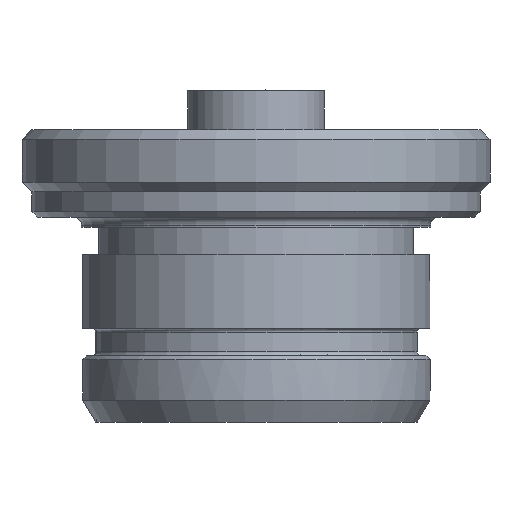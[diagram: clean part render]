
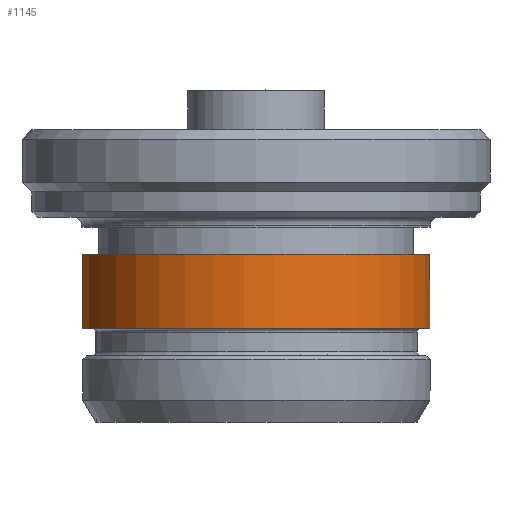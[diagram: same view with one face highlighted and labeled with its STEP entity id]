
A CAD part, left-side view. The second image highlights one B-rep face of the part: STEP entity #1145.
In plain terms, the highlighted cylindrical face has radius 8.95 mm (diameter 17.9 mm), a partial arc.
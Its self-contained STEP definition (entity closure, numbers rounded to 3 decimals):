
#128=CARTESIAN_POINT('',(0.,0.,-10.2));
#129=DIRECTION('',(0.,0.,-1.));
#130=DIRECTION('',(0.117,0.993,0.));
#131=AXIS2_PLACEMENT_3D('',#128,#129,#130);
#133=DIRECTION('',(0.,0.,-1.));
#134=VECTOR('',#133,3.8);
#135=CARTESIAN_POINT('',(-1.05,8.888,-6.4));
#136=LINE('135',#135,#134);
#137=CARTESIAN_POINT('',(0.,0.,-6.4));
#138=DIRECTION('',(0.,0.,1.));
#139=DIRECTION('',(-0.117,0.993,0.));
#140=AXIS2_PLACEMENT_3D('',#137,#138,#139);
#142=DIRECTION('',(0.,0.,-1.));
#143=VECTOR('',#142,3.8);
#144=CARTESIAN_POINT('',(1.05,8.888,-6.4));
#145=LINE('129',#144,#143);
#932=CARTESIAN_POINT('',(1.05,8.888,-10.2));
#934=VERTEX_POINT('',#932);
#936=CARTESIAN_POINT('',(-1.05,8.888,-10.2));
#938=VERTEX_POINT('',#936);
#940=CARTESIAN_POINT('',(1.05,8.888,-6.4));
#941=VERTEX_POINT('',#940);
#946=CARTESIAN_POINT('',(-1.05,8.888,-6.4));
#947=VERTEX_POINT('',#946);
#1133=CARTESIAN_POINT('',(0.,0.,0.75));
#1134=DIRECTION('',(0.,0.,-1.));
#1135=DIRECTION('',(0.,-1.,0.));
#1136=AXIS2_PLACEMENT_3D('',#1133,#1134,#1135);
#1137=CYLINDRICAL_SURFACE('42',#1136,8.95);
#1139=ORIENTED_EDGE('144',*,*,#1138,.T.);
#1140=ORIENTED_EDGE('135',*,*,#1086,.F.);
#1141=ORIENTED_EDGE('145',*,*,#1120,.T.);
#1142=ORIENTED_EDGE('129',*,*,#1017,.T.);
#1143=EDGE_LOOP('42',(#1139,#1140,#1141,#1142));
#1144=FACE_OUTER_BOUND('42',#1143,.F.);
#132=CIRCLE('144',#131,8.95);
#141=CIRCLE('145',#140,8.95);
#1017=EDGE_CURVE('129',#941,#934,#145,.T.);
#1086=EDGE_CURVE('135',#947,#938,#136,.T.);
#1120=EDGE_CURVE('145',#947,#941,#141,.T.);
#1138=EDGE_CURVE('144',#934,#938,#132,.T.);
#1145=ADVANCED_FACE('42',(#1144),#1137,.T.);
